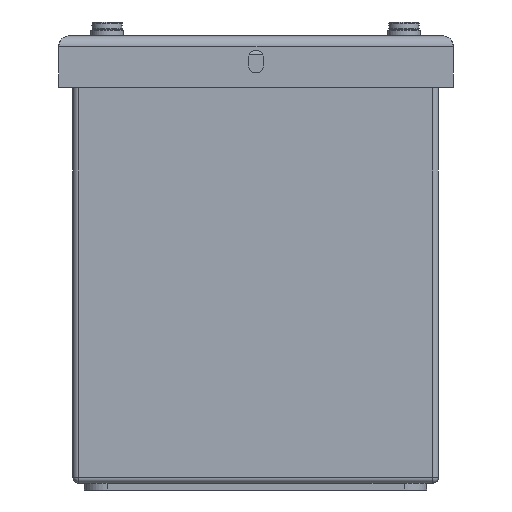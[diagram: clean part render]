
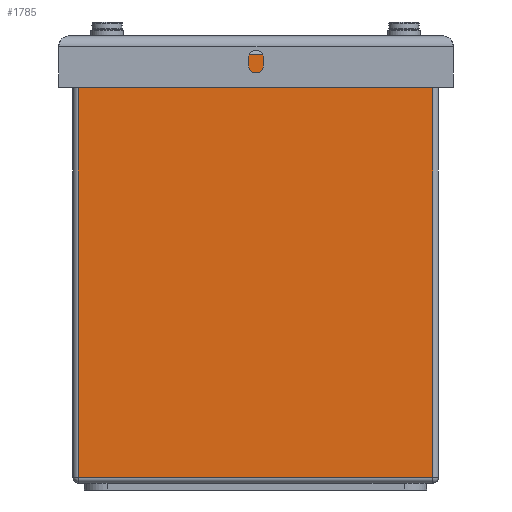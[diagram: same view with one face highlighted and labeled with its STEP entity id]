
A CAD part, left-side view. The second image highlights one B-rep face of the part: STEP entity #1785.
In plain terms, the highlighted planar face has unit normal (-1, 0, 0).
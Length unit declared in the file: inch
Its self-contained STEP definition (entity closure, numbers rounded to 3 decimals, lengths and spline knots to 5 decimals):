
#28 = DIRECTION ( 'NONE',  ( 0., -1., 0. ) ) ;
#812 = VERTEX_POINT ( 'NONE', #6238 ) ;
#1785 = ADVANCED_FACE ( 'NONE', ( #7024 ), #11838, .F. ) ;
#3342 = ORIENTED_EDGE ( 'NONE', *, *, #28688, .T. ) ;
#3425 = ORIENTED_EDGE ( 'NONE', *, *, #14687, .T. ) ;
#5840 = VECTOR ( 'NONE', #11032, 39.37008 ) ;
#6238 = CARTESIAN_POINT ( 'NONE',  ( 0., 0.06, 0.06 ) ) ;
#6400 = CARTESIAN_POINT ( 'NONE',  ( 0., 3.94, 4.75 ) ) ;
#7024 = FACE_OUTER_BOUND ( 'NONE', #28123, .T. ) ;
#8551 = CARTESIAN_POINT ( 'NONE',  ( 0., 3.94, 0.06 ) ) ;
#8975 = CARTESIAN_POINT ( 'NONE',  ( 0., 4., 4.75 ) ) ;
#9272 = ORIENTED_EDGE ( 'NONE', *, *, #15613, .T. ) ;
#9434 = CARTESIAN_POINT ( 'NONE',  ( 0., 0.06, 4.75 ) ) ;
#9540 = VERTEX_POINT ( 'NONE', #25281 ) ;
#10707 = VECTOR ( 'NONE', #14544, 39.37008 ) ;
#11032 = DIRECTION ( 'NONE',  ( 0., 1., 0. ) ) ;
#11373 = CARTESIAN_POINT ( 'NONE',  ( 0., 0.06, 4.69 ) ) ;
#11838 = PLANE ( 'NONE',  #14167 ) ;
#12121 = CARTESIAN_POINT ( 'NONE',  ( 0., 4., 0.06 ) ) ;
#13632 = VECTOR ( 'NONE', #28, 39.37008 ) ;
#14167 = AXIS2_PLACEMENT_3D ( 'NONE', #8975, #26250, #18724 ) ;
#14544 = DIRECTION ( 'NONE',  ( 0., 0., 1. ) ) ;
#14687 = EDGE_CURVE ( 'NONE', #31583, #9540, #25434, .T. ) ;
#15613 = EDGE_CURVE ( 'NONE', #9540, #19645, #28319, .T. ) ;
#18724 = DIRECTION ( 'NONE',  ( 0., 1., 0. ) ) ;
#19645 = VERTEX_POINT ( 'NONE', #8551 ) ;
#21859 = LINE ( 'NONE', #12121, #13632 ) ;
#22775 = ORIENTED_EDGE ( 'NONE', *, *, #26395, .T. ) ;
#25281 = CARTESIAN_POINT ( 'NONE',  ( 0., 3.94, 4.69 ) ) ;
#25434 = LINE ( 'NONE', #28005, #5840 ) ;
#25919 = DIRECTION ( 'NONE',  ( 0., 0., -1. ) ) ;
#26250 = DIRECTION ( 'NONE',  ( 1., 0., 0. ) ) ;
#26395 = EDGE_CURVE ( 'NONE', #19645, #812, #21859, .T. ) ;
#26911 = VECTOR ( 'NONE', #25919, 39.37008 ) ;
#28005 = CARTESIAN_POINT ( 'NONE',  ( 0., 4., 4.69 ) ) ;
#28123 = EDGE_LOOP ( 'NONE', ( #3425, #9272, #22775, #3342 ) ) ;
#28319 = LINE ( 'NONE', #6400, #26911 ) ;
#28688 = EDGE_CURVE ( 'NONE', #812, #31583, #29285, .T. ) ;
#29285 = LINE ( 'NONE', #9434, #10707 ) ;
#31583 = VERTEX_POINT ( 'NONE', #11373 ) ;
